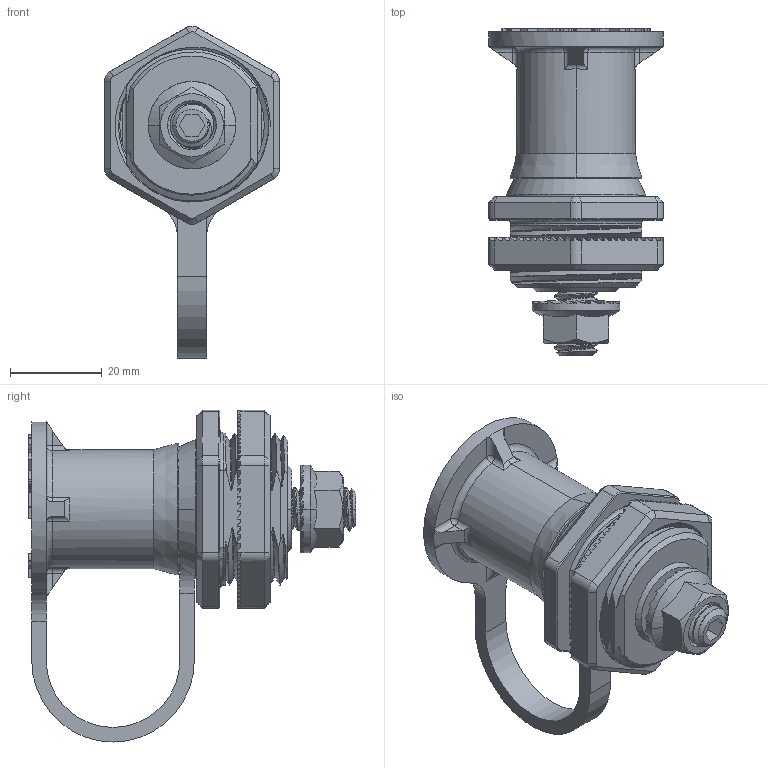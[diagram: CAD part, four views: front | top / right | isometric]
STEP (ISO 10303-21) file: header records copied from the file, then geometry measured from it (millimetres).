
FILE_DESCRIPTION((''),'2;1');
FILE_NAME('JSB-38A-01_SALES_NCF_SW0001','2026-02-23T13:51:12',('20077268'),(''),'CREO PARAMETRIC BY PTC INC, 2025323','CREO PARAMETRIC BY PTC INC, 2025323','');
FILE_SCHEMA(('CONFIG_CONTROL_DESIGN'));
Length unit declared in the file: millimetre
Products named in the file (1): JSB-38A-01_SALES_NCF_SW0001
Bounding box: 38.1 x 71.37 x 72.34 mm (x, y, z)
Volume: 45406.9 mm3; surface area: 17718.5 mm2
Topology: 2 solids, 2 shells, 947 faces, 2698 edges, 1765 vertices
Faces by surface type: plane 583, bspline 116, cylinder 94, cone 69, extrusion 65, torus 12, sphere 8
Entity records: 60242 total; most frequent: CARTESIAN_POINT 37402, ORIENTED_EDGE 5396, DIRECTION 3727, EDGE_CURVE 2698, VERTEX_POINT 1765, VECTOR 1483, LINE 1418, AXIS2_PLACEMENT_3D 1122
